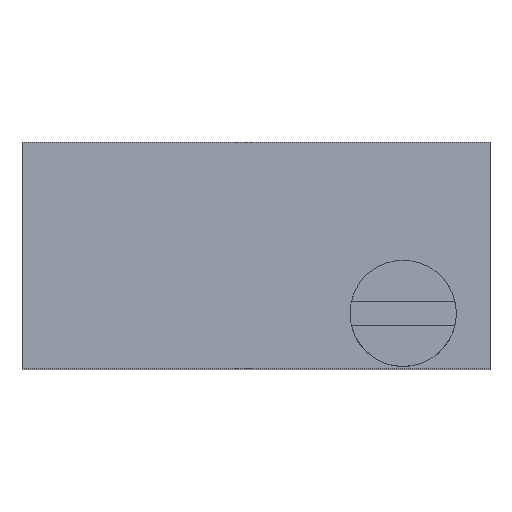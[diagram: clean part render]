
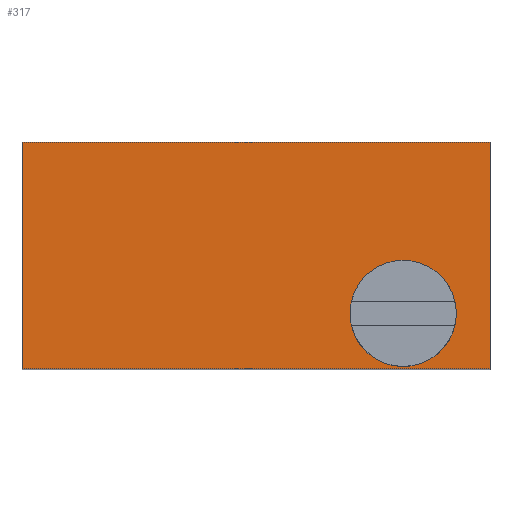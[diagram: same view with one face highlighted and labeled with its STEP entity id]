
A CAD part, top view. The second image highlights one B-rep face of the part: STEP entity #317.
In plain terms, the highlighted face is planar.
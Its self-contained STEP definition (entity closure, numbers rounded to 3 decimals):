
#43 = PLANE('',#44);
#44 = AXIS2_PLACEMENT_3D('',#45,#46,#47);
#45 = CARTESIAN_POINT('',(-7.9,-9.7,-2.35));
#46 = DIRECTION('',(-1.,0.,0.));
#47 = DIRECTION('',(0.,1.,0.));
#68 = VERTEX_POINT('',#69);
#69 = CARTESIAN_POINT('',(-7.9,0.,2.35));
#83 = PLANE('',#84);
#84 = AXIS2_PLACEMENT_3D('',#85,#86,#87);
#85 = CARTESIAN_POINT('',(-7.9,0.,2.35));
#86 = DIRECTION('',(0.,0.,1.));
#87 = DIRECTION('',(0.,-1.,0.));
#95 = EDGE_CURVE('',#96,#68,#98,.T.);
#96 = VERTEX_POINT('',#97);
#97 = CARTESIAN_POINT('',(-7.9,0.,-2.35));
#98 = SURFACE_CURVE('',#99,(#103,#110),.PCURVE_S1.);
#99 = LINE('',#100,#101);
#100 = CARTESIAN_POINT('',(-7.9,0.,-2.35));
#101 = VECTOR('',#102,1.);
#102 = DIRECTION('',(0.,0.,1.));
#103 = PCURVE('',#43,#104);
#104 = DEFINITIONAL_REPRESENTATION('',(#105),#109);
#105 = LINE('',#106,#107);
#106 = CARTESIAN_POINT('',(9.7,0.));
#107 = VECTOR('',#108,1.);
#108 = DIRECTION('',(0.,-1.));
#109 = ( GEOMETRIC_REPRESENTATION_CONTEXT(2) 
PARAMETRIC_REPRESENTATION_CONTEXT() REPRESENTATION_CONTEXT('2D SPACE',''
  ) );
#110 = PCURVE('',#111,#116);
#111 = PLANE('',#112);
#112 = AXIS2_PLACEMENT_3D('',#113,#114,#115);
#113 = CARTESIAN_POINT('',(-7.9,0.,-2.35));
#114 = DIRECTION('',(0.,1.,0.));
#115 = DIRECTION('',(1.,0.,0.));
#116 = DEFINITIONAL_REPRESENTATION('',(#117),#121);
#117 = LINE('',#118,#119);
#118 = CARTESIAN_POINT('',(0.,0.));
#119 = VECTOR('',#120,1.);
#120 = DIRECTION('',(0.,-1.));
#121 = ( GEOMETRIC_REPRESENTATION_CONTEXT(2) 
PARAMETRIC_REPRESENTATION_CONTEXT() REPRESENTATION_CONTEXT('2D SPACE',''
  ) );
#137 = PLANE('',#138);
#138 = AXIS2_PLACEMENT_3D('',#139,#140,#141);
#139 = CARTESIAN_POINT('',(-7.9,0.,-2.35));
#140 = DIRECTION('',(0.,0.,1.));
#141 = DIRECTION('',(0.,-1.,0.));
#170 = PLANE('',#171);
#171 = AXIS2_PLACEMENT_3D('',#172,#173,#174);
#172 = CARTESIAN_POINT('',(1.8,0.,-2.35));
#173 = DIRECTION('',(1.,0.,0.));
#174 = DIRECTION('',(0.,-1.,0.));
#317 = ADVANCED_FACE('',(#318,#388),#111,.T.);
#318 = FACE_BOUND('',#319,.T.);
#319 = EDGE_LOOP('',(#320,#321,#344,#367));
#320 = ORIENTED_EDGE('',*,*,#95,.T.);
#321 = ORIENTED_EDGE('',*,*,#322,.T.);
#322 = EDGE_CURVE('',#68,#323,#325,.T.);
#323 = VERTEX_POINT('',#324);
#324 = CARTESIAN_POINT('',(1.8,0.,2.35));
#325 = SURFACE_CURVE('',#326,(#330,#337),.PCURVE_S1.);
#326 = LINE('',#327,#328);
#327 = CARTESIAN_POINT('',(-7.9,0.,2.35));
#328 = VECTOR('',#329,1.);
#329 = DIRECTION('',(1.,0.,0.));
#330 = PCURVE('',#111,#331);
#331 = DEFINITIONAL_REPRESENTATION('',(#332),#336);
#332 = LINE('',#333,#334);
#333 = CARTESIAN_POINT('',(0.,-4.7));
#334 = VECTOR('',#335,1.);
#335 = DIRECTION('',(1.,0.));
#336 = ( GEOMETRIC_REPRESENTATION_CONTEXT(2) 
PARAMETRIC_REPRESENTATION_CONTEXT() REPRESENTATION_CONTEXT('2D SPACE',''
  ) );
#337 = PCURVE('',#83,#338);
#338 = DEFINITIONAL_REPRESENTATION('',(#339),#343);
#339 = LINE('',#340,#341);
#340 = CARTESIAN_POINT('',(0.,0.));
#341 = VECTOR('',#342,1.);
#342 = DIRECTION('',(0.,1.));
#343 = ( GEOMETRIC_REPRESENTATION_CONTEXT(2) 
PARAMETRIC_REPRESENTATION_CONTEXT() REPRESENTATION_CONTEXT('2D SPACE',''
  ) );
#344 = ORIENTED_EDGE('',*,*,#345,.F.);
#345 = EDGE_CURVE('',#346,#323,#348,.T.);
#346 = VERTEX_POINT('',#347);
#347 = CARTESIAN_POINT('',(1.8,0.,-2.35));
#348 = SURFACE_CURVE('',#349,(#353,#360),.PCURVE_S1.);
#349 = LINE('',#350,#351);
#350 = CARTESIAN_POINT('',(1.8,0.,-2.35));
#351 = VECTOR('',#352,1.);
#352 = DIRECTION('',(0.,0.,1.));
#353 = PCURVE('',#111,#354);
#354 = DEFINITIONAL_REPRESENTATION('',(#355),#359);
#355 = LINE('',#356,#357);
#356 = CARTESIAN_POINT('',(9.7,0.));
#357 = VECTOR('',#358,1.);
#358 = DIRECTION('',(0.,-1.));
#359 = ( GEOMETRIC_REPRESENTATION_CONTEXT(2) 
PARAMETRIC_REPRESENTATION_CONTEXT() REPRESENTATION_CONTEXT('2D SPACE',''
  ) );
#360 = PCURVE('',#170,#361);
#361 = DEFINITIONAL_REPRESENTATION('',(#362),#366);
#362 = LINE('',#363,#364);
#363 = CARTESIAN_POINT('',(0.,0.));
#364 = VECTOR('',#365,1.);
#365 = DIRECTION('',(0.,-1.));
#366 = ( GEOMETRIC_REPRESENTATION_CONTEXT(2) 
PARAMETRIC_REPRESENTATION_CONTEXT() REPRESENTATION_CONTEXT('2D SPACE',''
  ) );
#367 = ORIENTED_EDGE('',*,*,#368,.F.);
#368 = EDGE_CURVE('',#96,#346,#369,.T.);
#369 = SURFACE_CURVE('',#370,(#374,#381),.PCURVE_S1.);
#370 = LINE('',#371,#372);
#371 = CARTESIAN_POINT('',(-7.9,0.,-2.35));
#372 = VECTOR('',#373,1.);
#373 = DIRECTION('',(1.,0.,0.));
#374 = PCURVE('',#111,#375);
#375 = DEFINITIONAL_REPRESENTATION('',(#376),#380);
#376 = LINE('',#377,#378);
#377 = CARTESIAN_POINT('',(0.,0.));
#378 = VECTOR('',#379,1.);
#379 = DIRECTION('',(1.,0.));
#380 = ( GEOMETRIC_REPRESENTATION_CONTEXT(2) 
PARAMETRIC_REPRESENTATION_CONTEXT() REPRESENTATION_CONTEXT('2D SPACE',''
  ) );
#381 = PCURVE('',#137,#382);
#382 = DEFINITIONAL_REPRESENTATION('',(#383),#387);
#383 = LINE('',#384,#385);
#384 = CARTESIAN_POINT('',(0.,0.));
#385 = VECTOR('',#386,1.);
#386 = DIRECTION('',(0.,1.));
#387 = ( GEOMETRIC_REPRESENTATION_CONTEXT(2) 
PARAMETRIC_REPRESENTATION_CONTEXT() REPRESENTATION_CONTEXT('2D SPACE',''
  ) );
#388 = FACE_BOUND('',#389,.T.);
#389 = EDGE_LOOP('',(#390));
#390 = ORIENTED_EDGE('',*,*,#391,.F.);
#391 = EDGE_CURVE('',#392,#392,#394,.T.);
#392 = VERTEX_POINT('',#393);
#393 = CARTESIAN_POINT('',(-1.1,0.,1.2));
#394 = SURFACE_CURVE('',#395,(#400,#407),.PCURVE_S1.);
#395 = CIRCLE('',#396,1.1);
#396 = AXIS2_PLACEMENT_3D('',#397,#398,#399);
#397 = CARTESIAN_POINT('',(0.,0.,1.2));
#398 = DIRECTION('',(0.,1.,0.));
#399 = DIRECTION('',(-1.,0.,0.));
#400 = PCURVE('',#111,#401);
#401 = DEFINITIONAL_REPRESENTATION('',(#402),#406);
#402 = CIRCLE('',#403,1.1);
#403 = AXIS2_PLACEMENT_2D('',#404,#405);
#404 = CARTESIAN_POINT('',(7.9,-3.55));
#405 = DIRECTION('',(-1.,-0.));
#406 = ( GEOMETRIC_REPRESENTATION_CONTEXT(2) 
PARAMETRIC_REPRESENTATION_CONTEXT() REPRESENTATION_CONTEXT('2D SPACE',''
  ) );
#407 = PCURVE('',#408,#413);
#408 = CYLINDRICAL_SURFACE('',#409,1.1);
#409 = AXIS2_PLACEMENT_3D('',#410,#411,#412);
#410 = CARTESIAN_POINT('',(0.,0.,1.2));
#411 = DIRECTION('',(0.,-1.,0.));
#412 = DIRECTION('',(-1.,0.,0.));
#413 = DEFINITIONAL_REPRESENTATION('',(#414),#418);
#414 = LINE('',#415,#416);
#415 = CARTESIAN_POINT('',(-0.,0.));
#416 = VECTOR('',#417,1.);
#417 = DIRECTION('',(-1.,0.));
#418 = ( GEOMETRIC_REPRESENTATION_CONTEXT(2) 
PARAMETRIC_REPRESENTATION_CONTEXT() REPRESENTATION_CONTEXT('2D SPACE',''
  ) );
